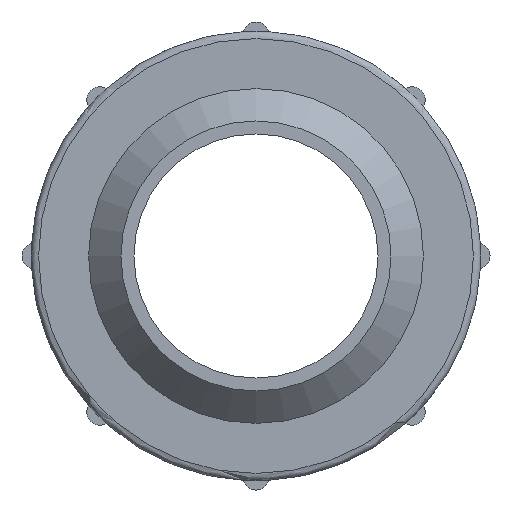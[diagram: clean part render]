
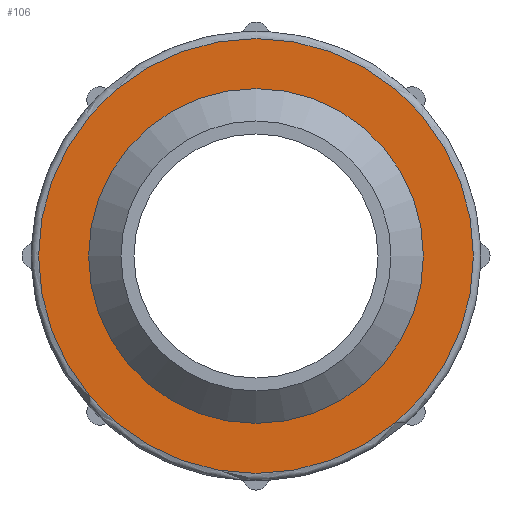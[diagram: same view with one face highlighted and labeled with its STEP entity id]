
A CAD part, left-side view. The second image highlights one B-rep face of the part: STEP entity #106.
In plain terms, the highlighted planar face has unit normal (-1, 0, 0).
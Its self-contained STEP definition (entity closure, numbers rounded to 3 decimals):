
#106 = ADVANCED_FACE( '', ( #188, #189 ), #190, .T. );
#188 = FACE_BOUND( '', #282, .T. );
#189 = FACE_OUTER_BOUND( '', #283, .T. );
#190 = PLANE( '', #284 );
#282 = EDGE_LOOP( '', ( #537 ) );
#283 = EDGE_LOOP( '', ( #538 ) );
#284 = AXIS2_PLACEMENT_3D( '', #539, #540, #541 );
#537 = ORIENTED_EDGE( '', *, *, #694, .T. );
#538 = ORIENTED_EDGE( '', *, *, #688, .F. );
#539 = CARTESIAN_POINT( '', ( 46., 60.4, 0. ) );
#540 = DIRECTION( '', ( -1., 0., 0. ) );
#541 = DIRECTION( '', ( 0., 0., 1. ) );
#688 = EDGE_CURVE( '', #830, #830, #831, .T. );
#694 = EDGE_CURVE( '', #837, #837, #838, .T. );
#830 = VERTEX_POINT( '', #1130 );
#831 = CIRCLE( '', #1131, 60.4 );
#837 = VERTEX_POINT( '', #1137 );
#838 = CIRCLE( '', #1138, 46.5 );
#1130 = CARTESIAN_POINT( '', ( 46., 0., -60.4 ) );
#1131 = AXIS2_PLACEMENT_3D( '', #1320, #1321, #1322 );
#1137 = CARTESIAN_POINT( '', ( 46., 0., -46.5 ) );
#1138 = AXIS2_PLACEMENT_3D( '', #1338, #1339, #1340 );
#1320 = CARTESIAN_POINT( '', ( 46., 0., 0. ) );
#1321 = DIRECTION( '', ( 1., 0., 0. ) );
#1322 = DIRECTION( '', ( 0., 0., -1. ) );
#1338 = CARTESIAN_POINT( '', ( 46., 0., 0. ) );
#1339 = DIRECTION( '', ( 1., 0., 0. ) );
#1340 = DIRECTION( '', ( 0., 0., -1. ) );
